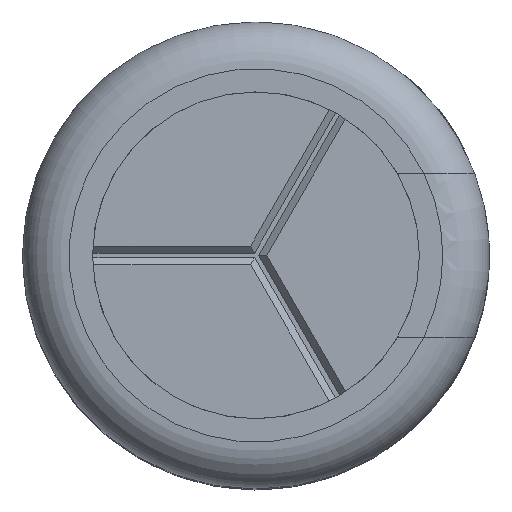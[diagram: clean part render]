
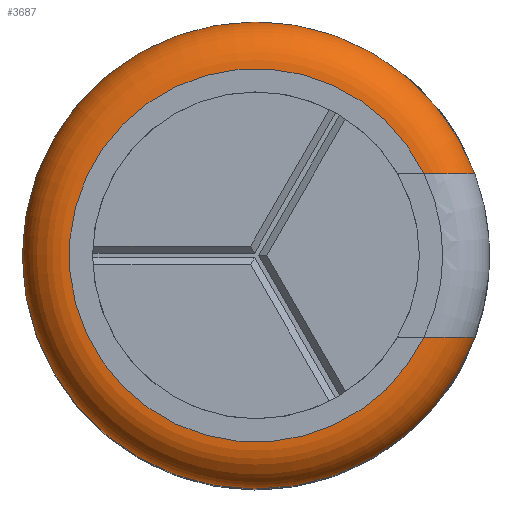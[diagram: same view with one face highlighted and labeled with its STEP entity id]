
A CAD part, top view. The second image highlights one B-rep face of the part: STEP entity #3687.
In plain terms, the highlighted toroidal (fillet/blend) face has major radius 4 mm and minor radius 1 mm.
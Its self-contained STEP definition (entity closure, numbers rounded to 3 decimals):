
#469 = CARTESIAN_POINT ( 'NONE',  ( 4.129, -1.75, 15.884 ) ) ;
#1973 = CARTESIAN_POINT ( 'NONE',  ( 4.684, 1.75, 15. ) ) ;
#2784 = CARTESIAN_POINT ( 'NONE',  ( 4.684, -1.75, 15. ) ) ;
#2975 = CIRCLE ( 'NONE', #10291, 5. ) ;
#3048 = CARTESIAN_POINT ( 'NONE',  ( 4.684, -1.75, 15.137 ) ) ;
#3072 = CARTESIAN_POINT ( 'NONE',  ( 4.538, 1.75, 15.522 ) ) ;
#3687 = ADVANCED_FACE ( 'NONE', ( #18596 ), #20713, .T. ) ;
#3701 = VERTEX_POINT ( 'NONE', #1973 ) ;
#3734 = VERTEX_POINT ( 'NONE', #6954 ) ;
#3811 = EDGE_CURVE ( 'NONE', #3734, #20747, #10046, .T. ) ;
#4129 = EDGE_CURVE ( 'NONE', #3734, #20540, #8166, .T. ) ;
#4405 = ORIENTED_EDGE ( 'NONE', *, *, #25633, .F. ) ;
#5444 = EDGE_CURVE ( 'NONE', #13331, #3701, #11058, .T. ) ;
#5485 = CARTESIAN_POINT ( 'NONE',  ( 3.871, 1.75, 15.977 ) ) ;
#5621 = AXIS2_PLACEMENT_3D ( 'NONE', #8317, #18454, #26721 ) ;
#5924 = AXIS2_PLACEMENT_3D ( 'NONE', #9991, #18366, #24331 ) ;
#6931 = AXIS2_PLACEMENT_3D ( 'NONE', #7591, #9333, #15795 ) ;
#6954 = CARTESIAN_POINT ( 'NONE',  ( 4.684, -1.75, 15. ) ) ;
#7213 = CARTESIAN_POINT ( 'NONE',  ( 3.597, -1.75, 16. ) ) ;
#7240 = CARTESIAN_POINT ( 'NONE',  ( 4.127, 1.75, 15.885 ) ) ;
#7591 = CARTESIAN_POINT ( 'NONE',  ( 0., 0., 15. ) ) ;
#8166 = CIRCLE ( 'NONE', #6931, 5. ) ;
#8317 = CARTESIAN_POINT ( 'NONE',  ( 0., 0., 15. ) ) ;
#8976 = CARTESIAN_POINT ( 'NONE',  ( 4.653, -1.75, 15.274 ) ) ;
#9004 = CARTESIAN_POINT ( 'NONE',  ( 4.453, 1.75, 15.634 ) ) ;
#9298 = EDGE_LOOP ( 'NONE', ( #19749, #19995, #11633, #11007, #4405 ) ) ;
#9333 = DIRECTION ( 'NONE',  ( 0., 0., -1. ) ) ;
#9991 = CARTESIAN_POINT ( 'NONE',  ( 0., 0., 16. ) ) ;
#10046 = B_SPLINE_CURVE_WITH_KNOTS ( 'NONE', 3,
 ( #2784, #3048, #8976, #25496, #18989, #17458, #469, #11133, #25747, #7213 ),
 .UNSPECIFIED., .F., .F.,
 ( 4, 2, 2, 2, 4 ),
 ( 0.004, 0.005, 0.005, 0.006, 0.006 ),
 .UNSPECIFIED. ) ;
#10068 = CARTESIAN_POINT ( 'NONE',  ( 0., 0., 15. ) ) ;
#10291 = AXIS2_PLACEMENT_3D ( 'NONE', #10068, #20199, #12244 ) ;
#11007 = ORIENTED_EDGE ( 'NONE', *, *, #5444, .T. ) ;
#11058 = B_SPLINE_CURVE_WITH_KNOTS ( 'NONE', 3,
 ( #17361, #11291, #5485, #7240, #25915, #9004, #3072, #15202, #11163, #17235 ),
 .UNSPECIFIED., .F., .F.,
 ( 4, 2, 2, 2, 4 ),
 ( 0.001, 0.001, 0.001, 0.002, 0.002 ),
 .UNSPECIFIED. ) ;
#11133 = CARTESIAN_POINT ( 'NONE',  ( 3.87, -1.75, 15.977 ) ) ;
#11163 = CARTESIAN_POINT ( 'NONE',  ( 4.684, 1.75, 15.137 ) ) ;
#11291 = CARTESIAN_POINT ( 'NONE',  ( 3.733, 1.75, 16. ) ) ;
#11633 = ORIENTED_EDGE ( 'NONE', *, *, #18966, .F. ) ;
#12244 = DIRECTION ( 'NONE',  ( 1., 0., 0. ) ) ;
#12396 = CIRCLE ( 'NONE', #5924, 4. ) ;
#13331 = VERTEX_POINT ( 'NONE', #23100 ) ;
#13737 = CARTESIAN_POINT ( 'NONE',  ( 3.597, -1.75, 16. ) ) ;
#14965 = CARTESIAN_POINT ( 'NONE',  ( -5., 0., 15. ) ) ;
#15202 = CARTESIAN_POINT ( 'NONE',  ( 4.653, 1.75, 15.275 ) ) ;
#15795 = DIRECTION ( 'NONE',  ( 1., 0., 0. ) ) ;
#17235 = CARTESIAN_POINT ( 'NONE',  ( 4.684, 1.75, 15. ) ) ;
#17361 = CARTESIAN_POINT ( 'NONE',  ( 3.597, 1.75, 16. ) ) ;
#17458 = CARTESIAN_POINT ( 'NONE',  ( 4.249, -1.75, 15.814 ) ) ;
#18366 = DIRECTION ( 'NONE',  ( 0., 0., 1. ) ) ;
#18454 = DIRECTION ( 'NONE',  ( 0., 0., 1. ) ) ;
#18596 = FACE_OUTER_BOUND ( 'NONE', #9298, .T. ) ;
#18966 = EDGE_CURVE ( 'NONE', #13331, #20747, #12396, .T. ) ;
#18989 = CARTESIAN_POINT ( 'NONE',  ( 4.454, -1.75, 15.633 ) ) ;
#19749 = ORIENTED_EDGE ( 'NONE', *, *, #4129, .F. ) ;
#19995 = ORIENTED_EDGE ( 'NONE', *, *, #3811, .T. ) ;
#20199 = DIRECTION ( 'NONE',  ( 0., 0., -1. ) ) ;
#20540 = VERTEX_POINT ( 'NONE', #14965 ) ;
#20713 = TOROIDAL_SURFACE ( 'NONE', #5621, 4., 1. ) ;
#20747 = VERTEX_POINT ( 'NONE', #13737 ) ;
#23100 = CARTESIAN_POINT ( 'NONE',  ( 3.597, 1.75, 16. ) ) ;
#24331 = DIRECTION ( 'NONE',  ( 1., 0., 0. ) ) ;
#25496 = CARTESIAN_POINT ( 'NONE',  ( 4.538, -1.75, 15.521 ) ) ;
#25633 = EDGE_CURVE ( 'NONE', #20540, #3701, #2975, .T. ) ;
#25747 = CARTESIAN_POINT ( 'NONE',  ( 3.734, -1.75, 16. ) ) ;
#25915 = CARTESIAN_POINT ( 'NONE',  ( 4.249, 1.75, 15.814 ) ) ;
#26721 = DIRECTION ( 'NONE',  ( 1., 0., 0. ) ) ;
